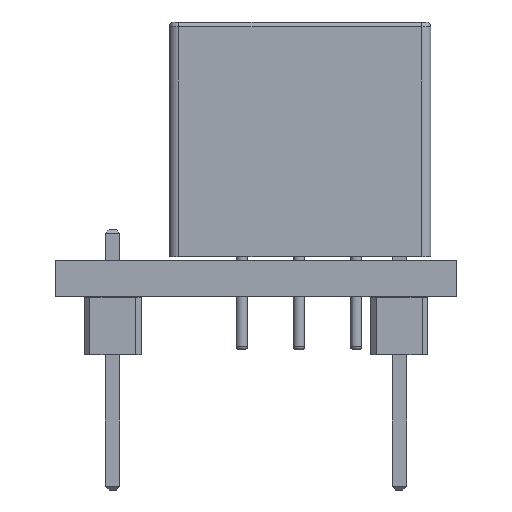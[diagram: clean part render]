
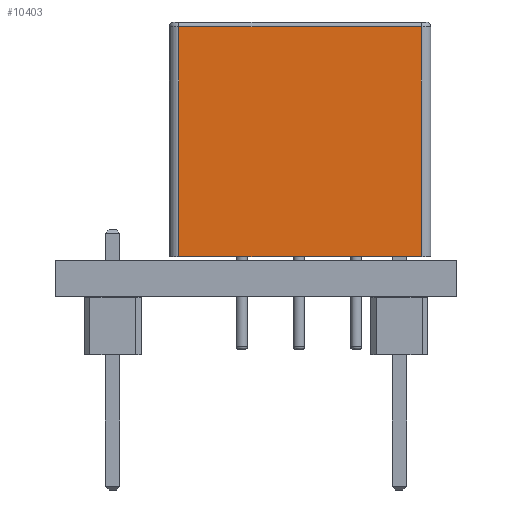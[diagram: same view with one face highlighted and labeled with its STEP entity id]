
A CAD part, left-side view. The second image highlights one B-rep face of the part: STEP entity #10403.
In plain terms, the highlighted face is planar.
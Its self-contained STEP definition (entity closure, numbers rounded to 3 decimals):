
#9863 = PLANE('',#9864);
#9864 = AXIS2_PLACEMENT_3D('',#9865,#9866,#9867);
#9865 = CARTESIAN_POINT('',(2.49,2.25,0.1));
#9866 = DIRECTION('',(0.,0.,-1.));
#9867 = DIRECTION('',(-1.,0.,0.));
#10058 = VERTEX_POINT('',#10059);
#10059 = CARTESIAN_POINT('',(-2.885,6.5,0.1));
#10074 = CYLINDRICAL_SURFACE('',#10075,0.425);
#10075 = AXIS2_PLACEMENT_3D('',#10076,#10077,#10078);
#10076 = CARTESIAN_POINT('',(-2.885,6.075,0.1));
#10077 = DIRECTION('',(0.,0.,1.));
#10078 = DIRECTION('',(-1.,0.,0.));
#10086 = EDGE_CURVE('',#10058,#10087,#10089,.T.);
#10087 = VERTEX_POINT('',#10088);
#10088 = CARTESIAN_POINT('',(7.865,6.5,0.1));
#10089 = SURFACE_CURVE('',#10090,(#10094,#10101),.PCURVE_S1.);
#10090 = LINE('',#10091,#10092);
#10091 = CARTESIAN_POINT('',(-3.31,6.5,0.1));
#10092 = VECTOR('',#10093,1.);
#10093 = DIRECTION('',(1.,0.,0.));
#10094 = PCURVE('',#9863,#10095);
#10095 = DEFINITIONAL_REPRESENTATION('',(#10096),#10100);
#10096 = LINE('',#10097,#10098);
#10097 = CARTESIAN_POINT('',(5.8,4.25));
#10098 = VECTOR('',#10099,1.);
#10099 = DIRECTION('',(-1.,0.));
#10100 = ( GEOMETRIC_REPRESENTATION_CONTEXT(2) 
PARAMETRIC_REPRESENTATION_CONTEXT() REPRESENTATION_CONTEXT('2D SPACE',''
  ) );
#10101 = PCURVE('',#10102,#10107);
#10102 = PLANE('',#10103);
#10103 = AXIS2_PLACEMENT_3D('',#10104,#10105,#10106);
#10104 = CARTESIAN_POINT('',(-3.31,6.5,0.1));
#10105 = DIRECTION('',(0.,1.,0.));
#10106 = DIRECTION('',(1.,0.,0.));
#10107 = DEFINITIONAL_REPRESENTATION('',(#10108),#10112);
#10108 = LINE('',#10109,#10110);
#10109 = CARTESIAN_POINT('',(0.,0.));
#10110 = VECTOR('',#10111,1.);
#10111 = DIRECTION('',(1.,0.));
#10112 = ( GEOMETRIC_REPRESENTATION_CONTEXT(2) 
PARAMETRIC_REPRESENTATION_CONTEXT() REPRESENTATION_CONTEXT('2D SPACE',''
  ) );
#10133 = CYLINDRICAL_SURFACE('',#10134,0.425);
#10134 = AXIS2_PLACEMENT_3D('',#10135,#10136,#10137);
#10135 = CARTESIAN_POINT('',(7.865,6.075,0.1));
#10136 = DIRECTION('',(0.,0.,1.));
#10137 = DIRECTION('',(1.,0.,0.));
#10299 = EDGE_CURVE('',#10087,#10300,#10302,.T.);
#10300 = VERTEX_POINT('',#10301);
#10301 = CARTESIAN_POINT('',(7.865,6.5,10.288));
#10302 = SURFACE_CURVE('',#10303,(#10307,#10314),.PCURVE_S1.);
#10303 = LINE('',#10304,#10305);
#10304 = CARTESIAN_POINT('',(7.865,6.5,0.1));
#10305 = VECTOR('',#10306,1.);
#10306 = DIRECTION('',(0.,0.,1.));
#10307 = PCURVE('',#10133,#10308);
#10308 = DEFINITIONAL_REPRESENTATION('',(#10309),#10313);
#10309 = LINE('',#10310,#10311);
#10310 = CARTESIAN_POINT('',(1.571,0.));
#10311 = VECTOR('',#10312,1.);
#10312 = DIRECTION('',(0.,1.));
#10313 = ( GEOMETRIC_REPRESENTATION_CONTEXT(2) 
PARAMETRIC_REPRESENTATION_CONTEXT() REPRESENTATION_CONTEXT('2D SPACE',''
  ) );
#10314 = PCURVE('',#10102,#10315);
#10315 = DEFINITIONAL_REPRESENTATION('',(#10316),#10320);
#10316 = LINE('',#10317,#10318);
#10317 = CARTESIAN_POINT('',(11.175,0.));
#10318 = VECTOR('',#10319,1.);
#10319 = DIRECTION('',(0.,-1.));
#10320 = ( GEOMETRIC_REPRESENTATION_CONTEXT(2) 
PARAMETRIC_REPRESENTATION_CONTEXT() REPRESENTATION_CONTEXT('2D SPACE',''
  ) );
#10403 = ADVANCED_FACE('',(#10404),#10102,.T.);
#10404 = FACE_BOUND('',#10405,.T.);
#10405 = EDGE_LOOP('',(#10406,#10407,#10408,#10431));
#10406 = ORIENTED_EDGE('',*,*,#10299,.F.);
#10407 = ORIENTED_EDGE('',*,*,#10086,.F.);
#10408 = ORIENTED_EDGE('',*,*,#10409,.T.);
#10409 = EDGE_CURVE('',#10058,#10410,#10412,.T.);
#10410 = VERTEX_POINT('',#10411);
#10411 = CARTESIAN_POINT('',(-2.885,6.5,10.288));
#10412 = SURFACE_CURVE('',#10413,(#10417,#10424),.PCURVE_S1.);
#10413 = LINE('',#10414,#10415);
#10414 = CARTESIAN_POINT('',(-2.885,6.5,0.1));
#10415 = VECTOR('',#10416,1.);
#10416 = DIRECTION('',(0.,0.,1.));
#10417 = PCURVE('',#10102,#10418);
#10418 = DEFINITIONAL_REPRESENTATION('',(#10419),#10423);
#10419 = LINE('',#10420,#10421);
#10420 = CARTESIAN_POINT('',(0.425,0.));
#10421 = VECTOR('',#10422,1.);
#10422 = DIRECTION('',(0.,-1.));
#10423 = ( GEOMETRIC_REPRESENTATION_CONTEXT(2) 
PARAMETRIC_REPRESENTATION_CONTEXT() REPRESENTATION_CONTEXT('2D SPACE',''
  ) );
#10424 = PCURVE('',#10074,#10425);
#10425 = DEFINITIONAL_REPRESENTATION('',(#10426),#10430);
#10426 = LINE('',#10427,#10428);
#10427 = CARTESIAN_POINT('',(4.712,0.));
#10428 = VECTOR('',#10429,1.);
#10429 = DIRECTION('',(0.,1.));
#10430 = ( GEOMETRIC_REPRESENTATION_CONTEXT(2) 
PARAMETRIC_REPRESENTATION_CONTEXT() REPRESENTATION_CONTEXT('2D SPACE',''
  ) );
#10431 = ORIENTED_EDGE('',*,*,#10432,.T.);
#10432 = EDGE_CURVE('',#10410,#10300,#10433,.T.);
#10433 = SURFACE_CURVE('',#10434,(#10438,#10445),.PCURVE_S1.);
#10434 = LINE('',#10435,#10436);
#10435 = CARTESIAN_POINT('',(-2.885,6.5,10.288));
#10436 = VECTOR('',#10437,1.);
#10437 = DIRECTION('',(1.,0.,0.));
#10438 = PCURVE('',#10102,#10439);
#10439 = DEFINITIONAL_REPRESENTATION('',(#10440),#10444);
#10440 = LINE('',#10441,#10442);
#10441 = CARTESIAN_POINT('',(0.425,-10.188));
#10442 = VECTOR('',#10443,1.);
#10443 = DIRECTION('',(1.,0.));
#10444 = ( GEOMETRIC_REPRESENTATION_CONTEXT(2) 
PARAMETRIC_REPRESENTATION_CONTEXT() REPRESENTATION_CONTEXT('2D SPACE',''
  ) );
#10445 = PCURVE('',#10446,#10451);
#10446 = CYLINDRICAL_SURFACE('',#10447,0.213);
#10447 = AXIS2_PLACEMENT_3D('',#10448,#10449,#10450);
#10448 = CARTESIAN_POINT('',(-2.885,6.288,10.288));
#10449 = DIRECTION('',(1.,0.,0.));
#10450 = DIRECTION('',(0.,1.,0.));
#10451 = DEFINITIONAL_REPRESENTATION('',(#10452),#10456);
#10452 = LINE('',#10453,#10454);
#10453 = CARTESIAN_POINT('',(0.,0.));
#10454 = VECTOR('',#10455,1.);
#10455 = DIRECTION('',(0.,1.));
#10456 = ( GEOMETRIC_REPRESENTATION_CONTEXT(2) 
PARAMETRIC_REPRESENTATION_CONTEXT() REPRESENTATION_CONTEXT('2D SPACE',''
  ) );
